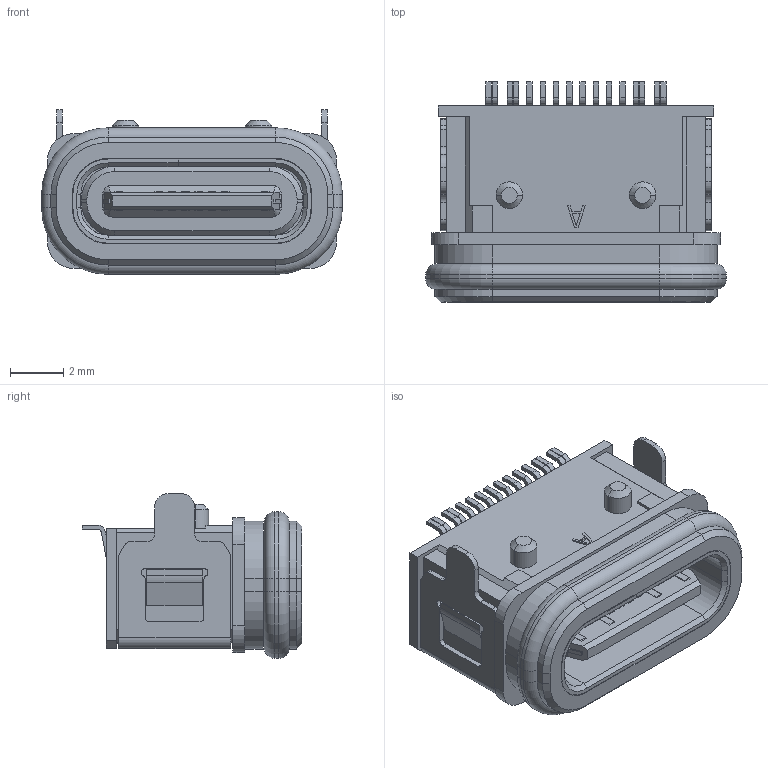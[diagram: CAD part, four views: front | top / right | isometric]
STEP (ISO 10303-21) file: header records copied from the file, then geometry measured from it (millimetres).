
FILE_DESCRIPTION((''),'2;1');
FILE_NAME('USBC-0026IPX8-00','2024-05-28T',('Administrator'),(''),'PRO/ENGINEER BY PARAMETRIC TECHNOLOGY CORPORATION, 2007090','PRO/ENGINEER BY PARAMETRIC TECHNOLOGY CORPORATION, 2007090','');
FILE_SCHEMA(('CONFIG_CONTROL_DESIGN'));
Length unit declared in the file: millimetre
Products named in the file (1): USBC-0026IPX8-00
Bounding box: 11.28 x 8.25 x 6.18 mm (x, y, z)
Volume: 251 mm3; surface area: 1066.5 mm2
Topology: 1 solids, 3 shells, 793 faces, 2229 edges, 1466 vertices
Faces by surface type: plane 552, cylinder 205, cone 28, torus 8
Entity records: 25617 total; most frequent: CARTESIAN_POINT 4655, ORIENTED_EDGE 4458, DIRECTION 4241, EDGE_CURVE 2229, VECTOR 1729, LINE 1729, VERTEX_POINT 1466, AXIS2_PLACEMENT_3D 1256
